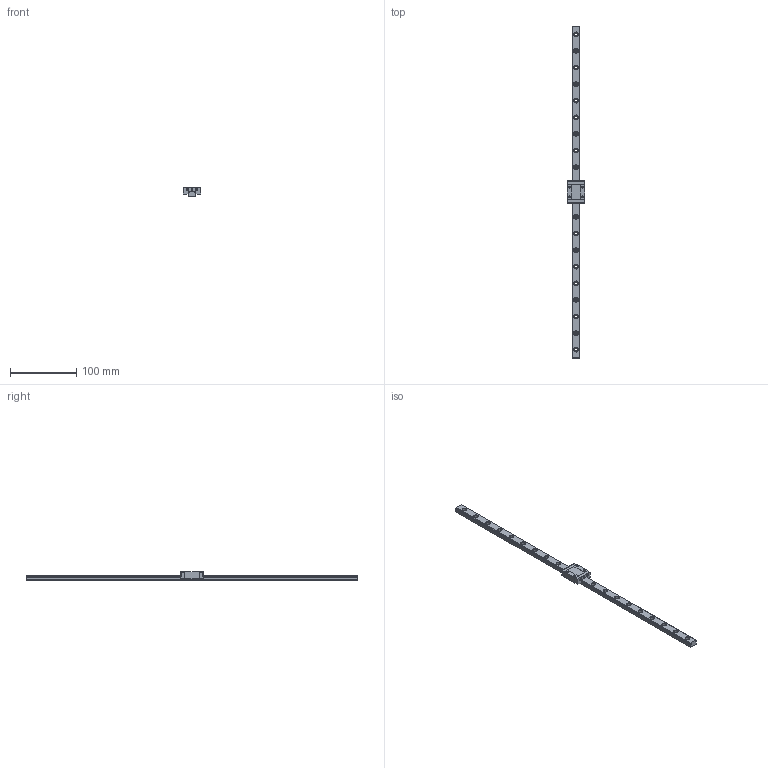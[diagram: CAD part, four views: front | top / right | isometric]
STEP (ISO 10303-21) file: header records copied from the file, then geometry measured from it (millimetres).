
FILE_DESCRIPTION(/* description */ (''),/* implementation_level */ '2;1');
FILE_NAME(/* name */ 'HW2034GC-Linear Rail - MGN12 500mm + MGN12C carriage.step',/* time_stamp */ '2022-10-20T09:13:00+01:00',/* author */ (''),/* organization */ (''),/* preprocessor_version */ 'ST-DEVELOPER v19',/* originating_system */ 'Autodesk Translation Framework v11.7.0.108',/* authorisation */ '');
FILE_SCHEMA (('AUTOMOTIVE_DESIGN { 1 0 10303 214 3 1 1 }'));
Length unit declared in the file: millimetre
Products named in the file (2): HW2034GC; MGN12C Carriage
Assembly tree (1 placements, depth 2):
  HW2034GC
    MGN12C Carriage
Bounding box: 27 x 500 x 13 mm (x, y, z)
Volume: 49366.8 mm3; surface area: 29077.4 mm2
Topology: 6 solids, 6 shells, 397 faces, 1064 edges, 707 vertices
Faces by surface type: plane 228, cylinder 136, cone 29, bspline 4
Full cylindrical faces by diameter (mm): 2.3 x2, 2.529 x4, 3.5 x24, 6 x20
Entity records: 12901 total; most frequent: CARTESIAN_POINT 2523, DIRECTION 2133, ORIENTED_EDGE 2120, EDGE_CURVE 1060, AXIS2_PLACEMENT_3D 733, VERTEX_POINT 707, LINE 667, VECTOR 667
